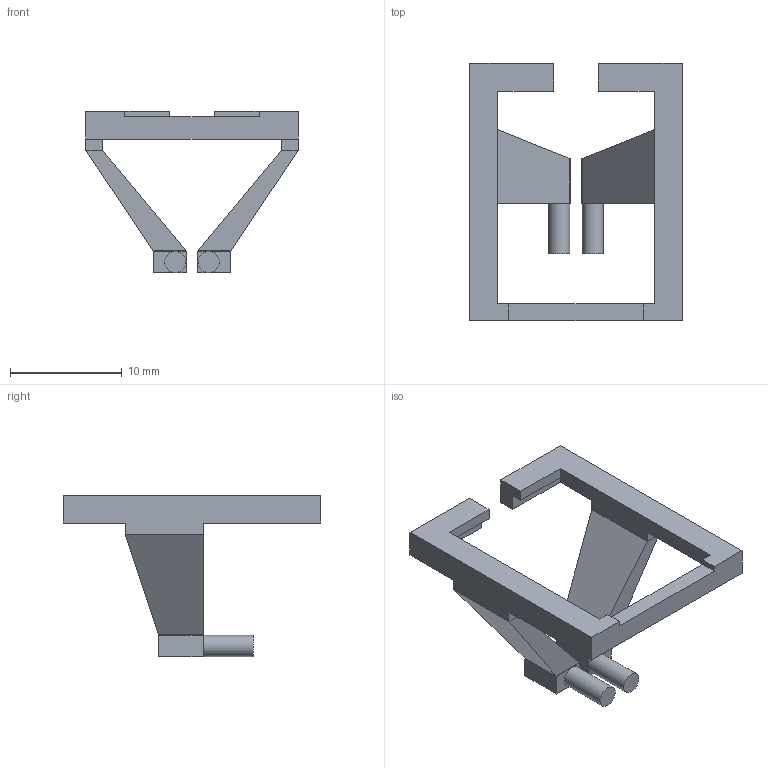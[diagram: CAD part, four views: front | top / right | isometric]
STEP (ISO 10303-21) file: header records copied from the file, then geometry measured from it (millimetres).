
FILE_DESCRIPTION(/* description */ (''),/* implementation_level */ '2;1');
FILE_NAME(/* name */ 'headstage_attach.step',/* time_stamp */ '2020-03-25T22:46:59+00:00',/* author */ (''),/* organization */ (''),/* preprocessor_version */ 'ST-DEVELOPER v18',/* originating_system */ 'Autodesk Translation Framework v8.12.0.6',/* authorisation */ '');
FILE_SCHEMA (('AUTOMOTIVE_DESIGN { 1 0 10303 214 3 1 1 }'));
Length unit declared in the file: millimetre
Products named in the file (1): (Unsaved)
Bounding box: 19 x 23 x 14.47 mm (x, y, z)
Volume: 625.4 mm3; surface area: 1160.3 mm2
Topology: 1 solids, 1 shells, 60 faces, 144 edges, 88 vertices
Faces by surface type: plane 58, cylinder 2
Full cylindrical faces by diameter (mm): 1.9 x2
Entity records: 1720 total; most frequent: CARTESIAN_POINT 293, ORIENTED_EDGE 288, DIRECTION 270, EDGE_CURVE 144, LINE 140, VECTOR 140, VERTEX_POINT 88, AXIS2_PLACEMENT_3D 65
